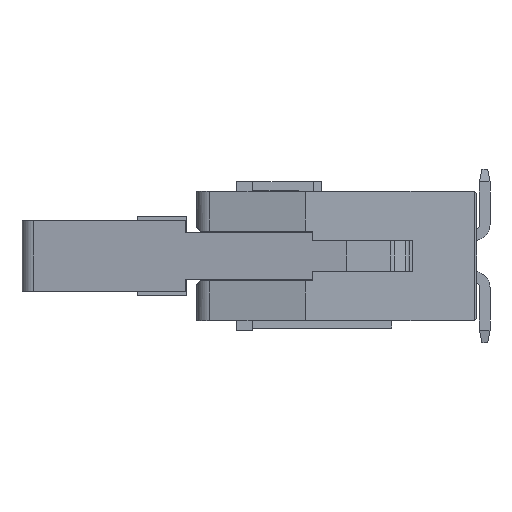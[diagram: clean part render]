
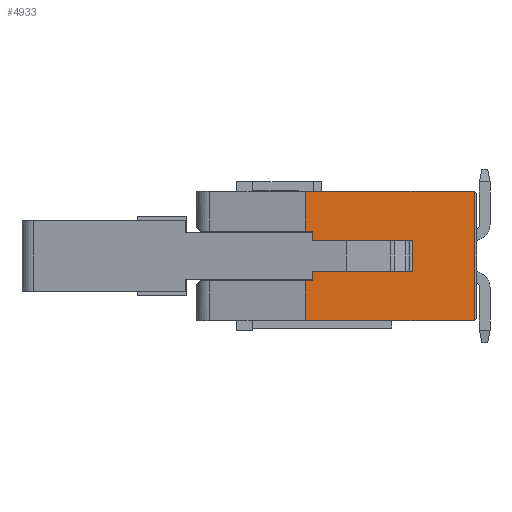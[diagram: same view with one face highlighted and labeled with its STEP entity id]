
A CAD part, left-side view. The second image highlights one B-rep face of the part: STEP entity #4933.
In plain terms, the highlighted planar face has unit normal (-1, 0, 0).
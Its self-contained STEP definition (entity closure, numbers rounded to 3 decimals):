
#3499=CARTESIAN_POINT('',(12.7,11.5,-2.455));
#3500=VERTEX_POINT('',#3499);
#3507=CARTESIAN_POINT('',(12.7,11.9,-2.455));
#3508=VERTEX_POINT('',#3507);
#3509=CARTESIAN_POINT('',(12.7,11.9,-2.455));
#3510=DIRECTION('',(0.,-1.,0.));
#3511=VECTOR('',#3510,0.4);
#3512=LINE('',#3509,#3511);
#3513=EDGE_CURVE('',#3508,#3500,#3512,.T.);
#3845=CARTESIAN_POINT('',(12.7,11.9,-5.455));
#3846=VERTEX_POINT('',#3845);
#3853=CARTESIAN_POINT('',(12.7,11.5,-5.455));
#3854=VERTEX_POINT('',#3853);
#3855=CARTESIAN_POINT('',(12.7,11.5,-5.455));
#3856=DIRECTION('',(0.,1.,0.));
#3857=VECTOR('',#3856,0.4);
#3858=LINE('',#3855,#3857);
#3859=EDGE_CURVE('',#3854,#3846,#3858,.T.);
#4618=CARTESIAN_POINT('',(12.7,11.9,-0.03));
#4619=VERTEX_POINT('',#4618);
#4626=CARTESIAN_POINT('',(12.7,1.65,-0.03));
#4627=VERTEX_POINT('',#4626);
#4628=CARTESIAN_POINT('',(12.7,1.65,-0.03));
#4629=DIRECTION('',(0.,1.,0.));
#4630=VECTOR('',#4629,10.25);
#4631=LINE('',#4628,#4630);
#4632=EDGE_CURVE('',#4627,#4619,#4631,.T.);
#4821=CARTESIAN_POINT('',(12.7,11.5,-3.005));
#4822=VERTEX_POINT('',#4821);
#4823=CARTESIAN_POINT('',(12.7,11.5,-3.005));
#4824=CARTESIAN_POINT('',(12.7,11.5,-2.895));
#4825=CARTESIAN_POINT('',(12.7,11.5,-2.785));
#4826=CARTESIAN_POINT('',(12.7,11.5,-2.675));
#4827=CARTESIAN_POINT('',(12.7,11.5,-2.565));
#4828=CARTESIAN_POINT('',(12.7,11.5,-2.455));
#4829=B_SPLINE_CURVE_WITH_KNOTS('',5,(#4823,#4824,#4825,#4826,#4827,#4828),.UNSPECIFIED.,.F.,.U.,(6,6),(0.,0.55),.UNSPECIFIED.);
#4830=EDGE_CURVE('',#4822,#3500,#4829,.T.);
#4846=CARTESIAN_POINT('',(12.7,6.878,-4.18));
#4847=DIRECTION('',(0.,-1.,0.));
#4848=DIRECTION('',(-1.,0.,0.));
#4849=AXIS2_PLACEMENT_3D('',#4846,#4848,#4847);
#4850=PLANE('',#4849);
#4851=ORIENTED_EDGE('',*,*,#4830,.F.);
#4852=CARTESIAN_POINT('',(12.7,5.4,-3.005));
#4853=VERTEX_POINT('',#4852);
#4854=CARTESIAN_POINT('',(12.7,5.4,-3.005));
#4855=CARTESIAN_POINT('',(12.7,6.62,-3.005));
#4856=CARTESIAN_POINT('',(12.7,7.84,-3.005));
#4857=CARTESIAN_POINT('',(12.7,9.06,-3.005));
#4858=CARTESIAN_POINT('',(12.7,10.28,-3.005));
#4859=CARTESIAN_POINT('',(12.7,11.5,-3.005));
#4860=B_SPLINE_CURVE_WITH_KNOTS('',5,(#4854,#4855,#4856,#4857,#4858,#4859),.UNSPECIFIED.,.F.,.U.,(6,6),(0.,6.1),.UNSPECIFIED.);
#4861=EDGE_CURVE('',#4853,#4822,#4860,.T.);
#4862=ORIENTED_EDGE('',*,*,#4861,.F.);
#4863=CARTESIAN_POINT('',(12.7,5.4,-4.905));
#4864=VERTEX_POINT('',#4863);
#4865=CARTESIAN_POINT('',(12.7,5.4,-4.905));
#4866=CARTESIAN_POINT('',(12.7,5.4,-4.525));
#4867=CARTESIAN_POINT('',(12.7,5.4,-4.145));
#4868=CARTESIAN_POINT('',(12.7,5.4,-3.765));
#4869=CARTESIAN_POINT('',(12.7,5.4,-3.385));
#4870=CARTESIAN_POINT('',(12.7,5.4,-3.005));
#4871=B_SPLINE_CURVE_WITH_KNOTS('',5,(#4865,#4866,#4867,#4868,#4869,#4870),.UNSPECIFIED.,.F.,.U.,(6,6),(0.,1.9),.UNSPECIFIED.);
#4872=EDGE_CURVE('',#4864,#4853,#4871,.T.);
#4873=ORIENTED_EDGE('',*,*,#4872,.F.);
#4874=CARTESIAN_POINT('',(12.7,11.5,-4.905));
#4875=VERTEX_POINT('',#4874);
#4876=CARTESIAN_POINT('',(12.7,11.5,-4.905));
#4877=CARTESIAN_POINT('',(12.7,10.28,-4.905));
#4878=CARTESIAN_POINT('',(12.7,9.06,-4.905));
#4879=CARTESIAN_POINT('',(12.7,7.84,-4.905));
#4880=CARTESIAN_POINT('',(12.7,6.62,-4.905));
#4881=CARTESIAN_POINT('',(12.7,5.4,-4.905));
#4882=B_SPLINE_CURVE_WITH_KNOTS('',5,(#4876,#4877,#4878,#4879,#4880,#4881),.UNSPECIFIED.,.F.,.U.,(6,6),(0.,6.1),.UNSPECIFIED.);
#4883=EDGE_CURVE('',#4875,#4864,#4882,.T.);
#4884=ORIENTED_EDGE('',*,*,#4883,.F.);
#4885=CARTESIAN_POINT('',(12.7,11.5,-5.455));
#4886=CARTESIAN_POINT('',(12.7,11.5,-5.345));
#4887=CARTESIAN_POINT('',(12.7,11.5,-5.235));
#4888=CARTESIAN_POINT('',(12.7,11.5,-5.125));
#4889=CARTESIAN_POINT('',(12.7,11.5,-5.015));
#4890=CARTESIAN_POINT('',(12.7,11.5,-4.905));
#4891=B_SPLINE_CURVE_WITH_KNOTS('',5,(#4885,#4886,#4887,#4888,#4889,#4890),.UNSPECIFIED.,.F.,.U.,(6,6),(0.,0.55),.UNSPECIFIED.);
#4892=EDGE_CURVE('',#3854,#4875,#4891,.T.);
#4893=ORIENTED_EDGE('',*,*,#4892,.F.);
#4894=ORIENTED_EDGE('',*,*,#3859,.T.);
#4895=CARTESIAN_POINT('',(12.7,11.9,-7.88));
#4896=VERTEX_POINT('',#4895);
#4897=CARTESIAN_POINT('',(12.7,11.9,-7.88));
#4898=DIRECTION('',(0.,0.,1.));
#4899=VECTOR('',#4898,2.425);
#4900=LINE('',#4897,#4899);
#4901=EDGE_CURVE('',#4896,#3846,#4900,.T.);
#4902=ORIENTED_EDGE('',*,*,#4901,.F.);
#4903=CARTESIAN_POINT('',(12.7,1.65,-7.88));
#4904=VERTEX_POINT('',#4903);
#4905=CARTESIAN_POINT('',(12.7,11.9,-7.88));
#4906=CARTESIAN_POINT('',(12.7,9.85,-7.88));
#4907=CARTESIAN_POINT('',(12.7,7.8,-7.88));
#4908=CARTESIAN_POINT('',(12.7,5.75,-7.88));
#4909=CARTESIAN_POINT('',(12.7,3.7,-7.88));
#4910=CARTESIAN_POINT('',(12.7,1.65,-7.88));
#4911=B_SPLINE_CURVE_WITH_KNOTS('',5,(#4905,#4906,#4907,#4908,#4909,#4910),.UNSPECIFIED.,.F.,.U.,(6,6),(0.,0.414),.UNSPECIFIED.);
#4912=EDGE_CURVE('',#4896,#4904,#4911,.T.);
#4913=ORIENTED_EDGE('',*,*,#4912,.T.);
#4914=CARTESIAN_POINT('',(12.7,1.65,-0.03));
#4915=CARTESIAN_POINT('',(12.7,1.65,-1.6));
#4916=CARTESIAN_POINT('',(12.7,1.65,-3.17));
#4917=CARTESIAN_POINT('',(12.7,1.65,-4.74));
#4918=CARTESIAN_POINT('',(12.7,1.65,-6.31));
#4919=CARTESIAN_POINT('',(12.7,1.65,-7.88));
#4920=B_SPLINE_CURVE_WITH_KNOTS('',5,(#4914,#4915,#4916,#4917,#4918,#4919),.UNSPECIFIED.,.F.,.U.,(6,6),(0.,7.85),.UNSPECIFIED.);
#4921=EDGE_CURVE('',#4627,#4904,#4920,.T.);
#4922=ORIENTED_EDGE('',*,*,#4921,.F.);
#4923=ORIENTED_EDGE('',*,*,#4632,.T.);
#4924=CARTESIAN_POINT('',(12.7,11.9,-0.03));
#4925=DIRECTION('',(0.,0.,-1.));
#4926=VECTOR('',#4925,2.425);
#4927=LINE('',#4924,#4926);
#4928=EDGE_CURVE('',#4619,#3508,#4927,.T.);
#4929=ORIENTED_EDGE('',*,*,#4928,.T.);
#4930=ORIENTED_EDGE('',*,*,#3513,.T.);
#4931=EDGE_LOOP('',(#4851,#4862,#4873,#4884,#4893,#4894,#4902,#4913,#4922,#4923,#4929,#4930));
#4932=FACE_OUTER_BOUND('',#4931,.T.);
#4933=ADVANCED_FACE('',(#4932),#4850,.T.);
